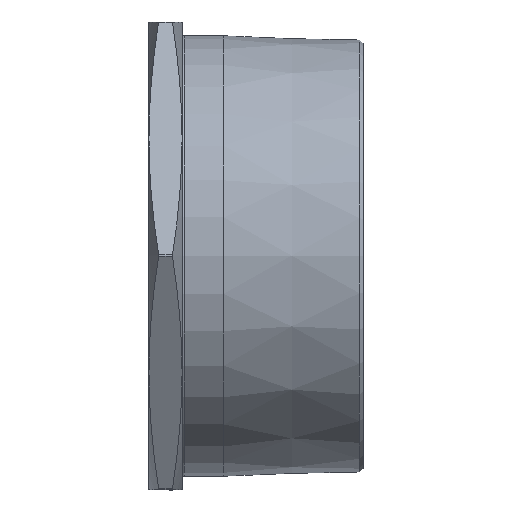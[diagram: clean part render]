
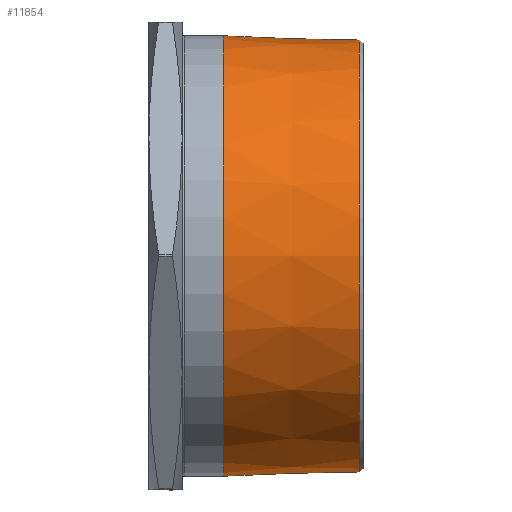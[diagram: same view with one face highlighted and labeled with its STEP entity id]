
A CAD part, top view. The second image highlights one B-rep face of the part: STEP entity #11854.
In plain terms, the highlighted conical face has half-angle 1.79 degrees and reference radius 55.427 mm.
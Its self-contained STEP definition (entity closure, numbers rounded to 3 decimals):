
#1864 = EDGE_CURVE ( 'NONE', #2172, #2172, #2996, .T. ) ;
#2172 = VERTEX_POINT ( 'NONE', #2205 ) ;
#2195 = CARTESIAN_POINT ( 'NONE',  ( 54., 0., 55.427 ) ) ;
#2205 = CARTESIAN_POINT ( 'NONE',  ( 19.2, 0., 56.515 ) ) ;
#2221 = VERTEX_POINT ( 'NONE', #2195 ) ;
#2968 = AXIS2_PLACEMENT_3D ( 'NONE', #6158, #6132, #6155 ) ;
#2996 = CIRCLE ( 'NONE', #2968, 56.515 ) ;
#3005 = AXIS2_PLACEMENT_3D ( 'NONE', #6540, #6538, #6532 ) ;
#3008 = CIRCLE ( 'NONE', #3005, 55.427 ) ;
#5348 = CONICAL_SURFACE ( 'NONE', #5356, 55.427, 0.031 ) ;
#5356 = AXIS2_PLACEMENT_3D ( 'NONE', #13903, #13926, #13904 ) ;
#6132 = DIRECTION ( 'NONE',  ( 1., 0., 0. ) ) ;
#6155 = DIRECTION ( 'NONE',  ( 0., 0., 1. ) ) ;
#6158 = CARTESIAN_POINT ( 'NONE',  ( 19.2, 0., 0. ) ) ;
#6532 = DIRECTION ( 'NONE',  ( 0., 0., 1. ) ) ;
#6538 = DIRECTION ( 'NONE',  ( 1., 0., 0. ) ) ;
#6540 = CARTESIAN_POINT ( 'NONE',  ( 54., 0., 0. ) ) ;
#11698 = EDGE_CURVE ( 'NONE', #2221, #2221, #3008, .T. ) ;
#11854 = ADVANCED_FACE ( 'NONE', ( #13905, #13916 ), #5348, .T. ) ;
#12153 = ORIENTED_EDGE ( 'NONE', *, *, #1864, .T. ) ;
#12195 = ORIENTED_EDGE ( 'NONE', *, *, #11698, .F. ) ;
#12431 = EDGE_LOOP ( 'NONE', ( #12153 ) ) ;
#12493 = EDGE_LOOP ( 'NONE', ( #12195 ) ) ;
#13903 = CARTESIAN_POINT ( 'NONE',  ( 54., 0., 0. ) ) ;
#13904 = DIRECTION ( 'NONE',  ( 0., 0., -1. ) ) ;
#13905 = FACE_OUTER_BOUND ( 'NONE', #12431, .T. ) ;
#13916 = FACE_BOUND ( 'NONE', #12493, .T. ) ;
#13926 = DIRECTION ( 'NONE',  ( -1., 0., 0. ) ) ;
